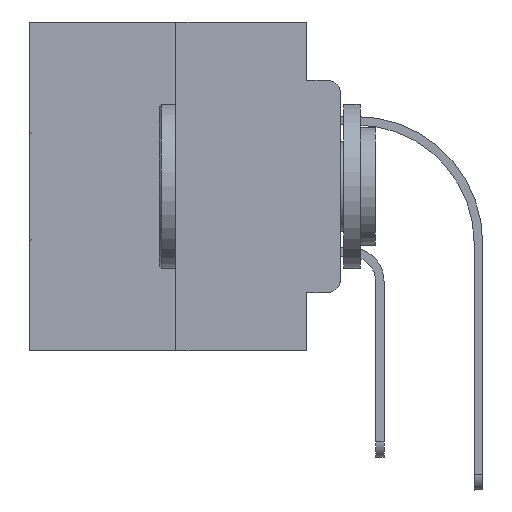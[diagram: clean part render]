
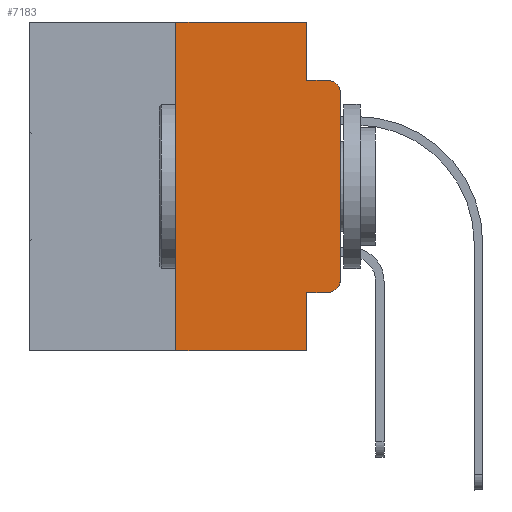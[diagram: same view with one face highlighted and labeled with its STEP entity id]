
A CAD part, left-side view. The second image highlights one B-rep face of the part: STEP entity #7183.
In plain terms, the highlighted planar face has unit normal (-1, 0, 0).
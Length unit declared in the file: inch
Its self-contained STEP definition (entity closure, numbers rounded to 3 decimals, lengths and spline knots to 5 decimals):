
#507 = CARTESIAN_POINT ( 'NONE',  ( 0., 0.02, -0.0885 ) ) ;
#646 = CARTESIAN_POINT ( 'NONE',  ( 0., 0., 0. ) ) ;
#1280 = VERTEX_POINT ( 'NONE', #24082 ) ;
#1336 = ORIENTED_EDGE ( 'NONE', *, *, #13177, .T. ) ;
#1461 = CARTESIAN_POINT ( 'NONE',  ( 0., 0.051, -0.4115 ) ) ;
#1770 = DIRECTION ( 'NONE',  ( -1., 0., 0. ) ) ;
#1938 = DIRECTION ( 'NONE',  ( 0., 0., -1. ) ) ;
#1981 = ORIENTED_EDGE ( 'NONE', *, *, #5985, .F. ) ;
#2315 = EDGE_CURVE ( 'NONE', #25548, #24855, #6419, .T. ) ;
#2843 = VERTEX_POINT ( 'NONE', #12201 ) ;
#3163 = ORIENTED_EDGE ( 'NONE', *, *, #16804, .F. ) ;
#3341 = CIRCLE ( 'NONE', #12912, 0.02 ) ;
#3618 = EDGE_CURVE ( 'NONE', #1280, #30315, #28844, .T. ) ;
#3888 = DIRECTION ( 'NONE',  ( 1., 0., 0. ) ) ;
#3968 = CIRCLE ( 'NONE', #9295, 0.02 ) ;
#4930 = VERTEX_POINT ( 'NONE', #19791 ) ;
#5266 = VECTOR ( 'NONE', #26790, 39.37008 ) ;
#5985 = EDGE_CURVE ( 'NONE', #17335, #27295, #18143, .T. ) ;
#5998 = LINE ( 'NONE', #13673, #27571 ) ;
#6220 = VECTOR ( 'NONE', #28294, 39.37008 ) ;
#6298 = CARTESIAN_POINT ( 'NONE',  ( 0., 0.051, 0. ) ) ;
#6419 = LINE ( 'NONE', #16587, #5266 ) ;
#6633 = DIRECTION ( 'NONE',  ( 0., -1., 0. ) ) ;
#6836 = EDGE_CURVE ( 'NONE', #24855, #4930, #25779, .T. ) ;
#7183 = ADVANCED_FACE ( 'NONE', ( #11711 ), #19392, .F. ) ;
#7371 = ORIENTED_EDGE ( 'NONE', *, *, #2315, .F. ) ;
#7854 = EDGE_LOOP ( 'NONE', ( #21051, #1336, #1981, #3163, #26695, #7371, #13226, #15279, #28605, #24586 ) ) ;
#9020 = DIRECTION ( 'NONE',  ( 0., 0., -1. ) ) ;
#9175 = EDGE_CURVE ( 'NONE', #25548, #27398, #23123, .T. ) ;
#9295 = AXIS2_PLACEMENT_3D ( 'NONE', #24653, #1770, #1938 ) ;
#10156 = DIRECTION ( 'NONE',  ( 0., -1., 0. ) ) ;
#11711 = FACE_OUTER_BOUND ( 'NONE', #7854, .T. ) ;
#12201 = CARTESIAN_POINT ( 'NONE',  ( 0., 0.02, -0.4115 ) ) ;
#12912 = AXIS2_PLACEMENT_3D ( 'NONE', #31585, #14355, #9020 ) ;
#13177 = EDGE_CURVE ( 'NONE', #30315, #27295, #3341, .T. ) ;
#13226 = ORIENTED_EDGE ( 'NONE', *, *, #9175, .T. ) ;
#13673 = CARTESIAN_POINT ( 'NONE',  ( 0., 0.051, 0. ) ) ;
#14355 = DIRECTION ( 'NONE',  ( -1., 0., 0. ) ) ;
#14843 = DIRECTION ( 'NONE',  ( 0., 0., -1. ) ) ;
#15279 = ORIENTED_EDGE ( 'NONE', *, *, #16223, .F. ) ;
#16223 = EDGE_CURVE ( 'NONE', #32683, #27398, #5998, .T. ) ;
#16257 = CARTESIAN_POINT ( 'NONE',  ( 0., 0.051, -0.0885 ) ) ;
#16587 = CARTESIAN_POINT ( 'NONE',  ( 0., 0.25, 0. ) ) ;
#16804 = EDGE_CURVE ( 'NONE', #4930, #17335, #21649, .T. ) ;
#17335 = VERTEX_POINT ( 'NONE', #16257 ) ;
#17765 = VECTOR ( 'NONE', #6633, 39.37008 ) ;
#17997 = CARTESIAN_POINT ( 'NONE',  ( 0., 0.051, -0.0885 ) ) ;
#18086 = CARTESIAN_POINT ( 'NONE',  ( 0., 0.473, -0.5 ) ) ;
#18143 = LINE ( 'NONE', #17997, #32200 ) ;
#18492 = VECTOR ( 'NONE', #24329, 39.37008 ) ;
#18668 = CARTESIAN_POINT ( 'NONE',  ( 0., 0.051, -0.5 ) ) ;
#19392 = PLANE ( 'NONE',  #22723 ) ;
#19791 = CARTESIAN_POINT ( 'NONE',  ( 0., 0.051, 0. ) ) ;
#20095 = EDGE_CURVE ( 'NONE', #32683, #2843, #24339, .T. ) ;
#20422 = CARTESIAN_POINT ( 'NONE',  ( 0., 0.473, 0. ) ) ;
#20434 = VECTOR ( 'NONE', #30796, 39.37008 ) ;
#20798 = VECTOR ( 'NONE', #29197, 39.37008 ) ;
#21051 = ORIENTED_EDGE ( 'NONE', *, *, #3618, .T. ) ;
#21649 = LINE ( 'NONE', #6298, #18492 ) ;
#22626 = CARTESIAN_POINT ( 'NONE',  ( 0., 0.25, 0. ) ) ;
#22632 = CARTESIAN_POINT ( 'NONE',  ( 0., 0., -0.1085 ) ) ;
#22723 = AXIS2_PLACEMENT_3D ( 'NONE', #29600, #3888, #14843 ) ;
#23123 = LINE ( 'NONE', #18086, #6220 ) ;
#24054 = CARTESIAN_POINT ( 'NONE',  ( 0., 0.25, -0.5 ) ) ;
#24082 = CARTESIAN_POINT ( 'NONE',  ( 0., 0., -0.3915 ) ) ;
#24206 = CARTESIAN_POINT ( 'NONE',  ( 0., 0.051, -0.4115 ) ) ;
#24329 = DIRECTION ( 'NONE',  ( 0., 0., -1. ) ) ;
#24339 = LINE ( 'NONE', #1461, #17765 ) ;
#24586 = ORIENTED_EDGE ( 'NONE', *, *, #31462, .T. ) ;
#24653 = CARTESIAN_POINT ( 'NONE',  ( 0., 0.02, -0.3915 ) ) ;
#24855 = VERTEX_POINT ( 'NONE', #22626 ) ;
#25548 = VERTEX_POINT ( 'NONE', #24054 ) ;
#25779 = LINE ( 'NONE', #20422, #20434 ) ;
#26695 = ORIENTED_EDGE ( 'NONE', *, *, #6836, .F. ) ;
#26790 = DIRECTION ( 'NONE',  ( 0., 0., 1. ) ) ;
#27295 = VERTEX_POINT ( 'NONE', #507 ) ;
#27398 = VERTEX_POINT ( 'NONE', #18668 ) ;
#27571 = VECTOR ( 'NONE', #28384, 39.37008 ) ;
#28294 = DIRECTION ( 'NONE',  ( 0., -1., 0. ) ) ;
#28384 = DIRECTION ( 'NONE',  ( 0., 0., -1. ) ) ;
#28605 = ORIENTED_EDGE ( 'NONE', *, *, #20095, .T. ) ;
#28844 = LINE ( 'NONE', #646, #20798 ) ;
#29197 = DIRECTION ( 'NONE',  ( 0., 0., 1. ) ) ;
#29600 = CARTESIAN_POINT ( 'NONE',  ( 0., 0.473, 0. ) ) ;
#30315 = VERTEX_POINT ( 'NONE', #22632 ) ;
#30796 = DIRECTION ( 'NONE',  ( 0., -1., 0. ) ) ;
#31462 = EDGE_CURVE ( 'NONE', #2843, #1280, #3968, .T. ) ;
#31585 = CARTESIAN_POINT ( 'NONE',  ( 0., 0.02, -0.1085 ) ) ;
#32200 = VECTOR ( 'NONE', #10156, 39.37008 ) ;
#32683 = VERTEX_POINT ( 'NONE', #24206 ) ;
